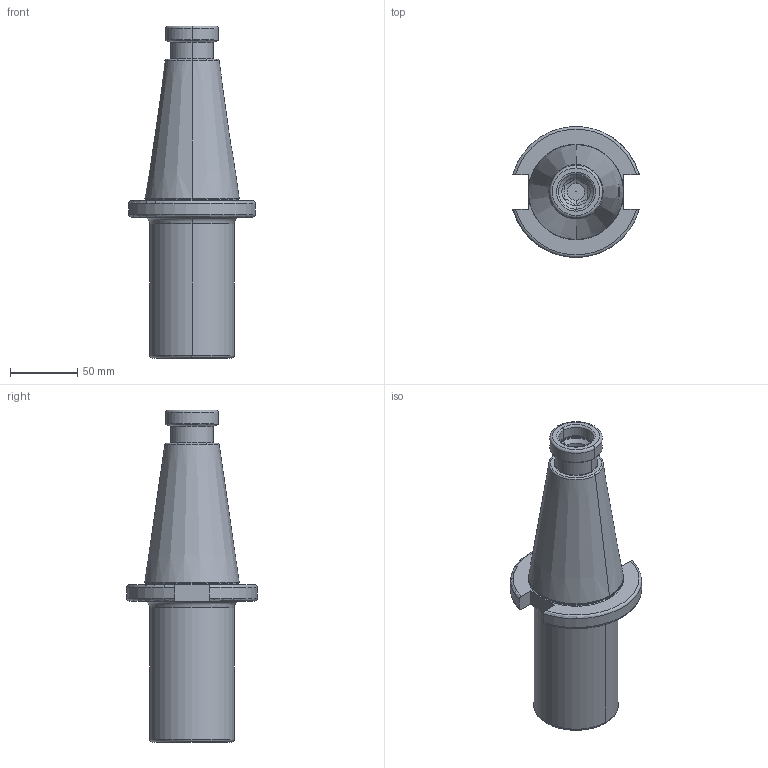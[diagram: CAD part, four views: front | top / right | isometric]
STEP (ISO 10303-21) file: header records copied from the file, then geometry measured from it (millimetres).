
FILE_DESCRIPTION((''),'2;1');
FILE_NAME('501_08_05','2020-09-10T',('103090'),(''),'CREO PARAMETRIC BY PTC INC, 2016260','CREO PARAMETRIC BY PTC INC, 2016260','');
FILE_SCHEMA(('CONFIG_CONTROL_DESIGN'));
Length unit declared in the file: millimetre
Products named in the file (1): 501_08_05
Bounding box: 94.05 x 97.13 x 246.8 mm (x, y, z)
Volume: 494027.3 mm3; surface area: 86938 mm2
Topology: 1 solids, 1 shells, 143 faces, 336 edges, 202 vertices
Faces by surface type: plane 44, cone 36, cylinder 33, torus 30
Entity records: 4450 total; most frequent: CARTESIAN_POINT 1078, DIRECTION 746, ORIENTED_EDGE 672, EDGE_CURVE 336, AXIS2_PLACEMENT_3D 310, VERTEX_POINT 202, CIRCLE 164, EDGE_LOOP 156
